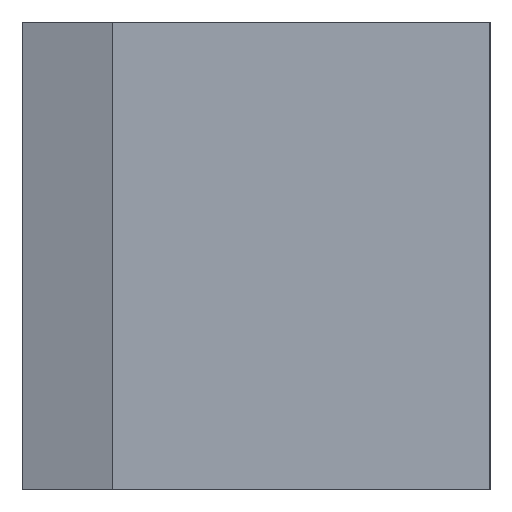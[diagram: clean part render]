
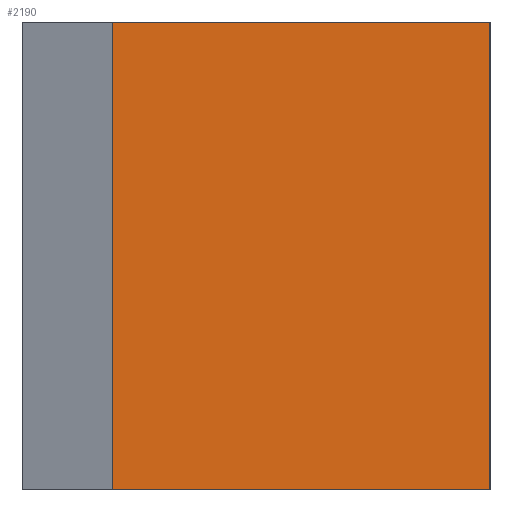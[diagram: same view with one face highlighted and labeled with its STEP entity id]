
A CAD part, left-side view. The second image highlights one B-rep face of the part: STEP entity #2190.
In plain terms, the highlighted planar face has unit normal (-1, 0, 0).
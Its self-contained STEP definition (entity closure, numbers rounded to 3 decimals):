
#85 = DIRECTION ( 'NONE',  ( 0., -1., 0. ) ) ;
#323 = DIRECTION ( 'NONE',  ( 0., 0., 1. ) ) ;
#343 = LINE ( 'NONE', #11310, #11211 ) ;
#436 = EDGE_LOOP ( 'NONE', ( #9783, #2479, #6953, #10731 ) ) ;
#660 = LINE ( 'NONE', #13852, #11008 ) ;
#943 = CARTESIAN_POINT ( 'NONE',  ( 0., 11.7, -7.5 ) ) ;
#2044 = CARTESIAN_POINT ( 'NONE',  ( 0., 11.7, 9.5 ) ) ;
#2190 = ADVANCED_FACE ( 'NONE', ( #3762 ), #10140, .T. ) ;
#2479 = ORIENTED_EDGE ( 'NONE', *, *, #11593, .F. ) ;
#2492 = DIRECTION ( 'NONE',  ( 0., -1., 0. ) ) ;
#2803 = VERTEX_POINT ( 'NONE', #8448 ) ;
#2964 = AXIS2_PLACEMENT_3D ( 'NONE', #8928, #9208, #323 ) ;
#2995 = EDGE_CURVE ( 'NONE', #13109, #5441, #343, .T. ) ;
#3037 = DIRECTION ( 'NONE',  ( 0., 0., -1. ) ) ;
#3762 = FACE_OUTER_BOUND ( 'NONE', #436, .T. ) ;
#3938 = VECTOR ( 'NONE', #4005, 1000. ) ;
#4005 = DIRECTION ( 'NONE',  ( 0., 0., -1. ) ) ;
#4530 = LINE ( 'NONE', #943, #10882 ) ;
#5441 = VERTEX_POINT ( 'NONE', #9938 ) ;
#5890 = CARTESIAN_POINT ( 'NONE',  ( 0., -2., -7.5 ) ) ;
#6953 = ORIENTED_EDGE ( 'NONE', *, *, #2995, .F. ) ;
#7677 = VERTEX_POINT ( 'NONE', #5890 ) ;
#8448 = CARTESIAN_POINT ( 'NONE',  ( 0., 11.7, -7.5 ) ) ;
#8550 = EDGE_CURVE ( 'NONE', #13109, #2803, #660, .T. ) ;
#8928 = CARTESIAN_POINT ( 'NONE',  ( 0., 11.7, 7.5 ) ) ;
#9208 = DIRECTION ( 'NONE',  ( -1., 0., 0. ) ) ;
#9783 = ORIENTED_EDGE ( 'NONE', *, *, #13936, .T. ) ;
#9938 = CARTESIAN_POINT ( 'NONE',  ( 0., -2., 9.5 ) ) ;
#10140 = PLANE ( 'NONE',  #2964 ) ;
#10384 = LINE ( 'NONE', #12610, #3938 ) ;
#10731 = ORIENTED_EDGE ( 'NONE', *, *, #8550, .T. ) ;
#10882 = VECTOR ( 'NONE', #85, 1000. ) ;
#11008 = VECTOR ( 'NONE', #3037, 1000. ) ;
#11211 = VECTOR ( 'NONE', #2492, 1000. ) ;
#11310 = CARTESIAN_POINT ( 'NONE',  ( 0., 5.85, 9.5 ) ) ;
#11593 = EDGE_CURVE ( 'NONE', #5441, #7677, #10384, .T. ) ;
#12610 = CARTESIAN_POINT ( 'NONE',  ( 0., -2., 7.5 ) ) ;
#13109 = VERTEX_POINT ( 'NONE', #2044 ) ;
#13852 = CARTESIAN_POINT ( 'NONE',  ( 0., 11.7, 7.5 ) ) ;
#13936 = EDGE_CURVE ( 'NONE', #2803, #7677, #4530, .T. ) ;
